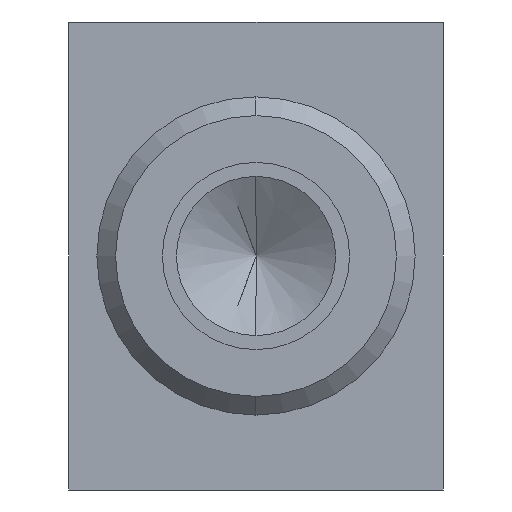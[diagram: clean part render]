
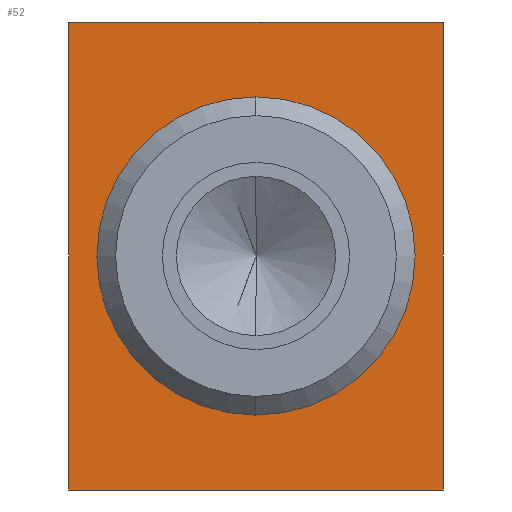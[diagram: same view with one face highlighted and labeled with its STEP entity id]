
A CAD part, left-side view. The second image highlights one B-rep face of the part: STEP entity #52.
In plain terms, the highlighted planar face has unit normal (-1, 0, 0).
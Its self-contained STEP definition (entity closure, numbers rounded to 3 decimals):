
#11 = VERTEX_POINT ( 'NONE', #425 ) ;
#13 = EDGE_CURVE ( 'NONE', #11, #15, #297, .T. ) ;
#15 = VERTEX_POINT ( 'NONE', #423 ) ;
#50 = ORIENTED_EDGE ( 'NONE', *, *, #56, .T. ) ;
#51 = ORIENTED_EDGE ( 'NONE', *, *, #55, .T. ) ;
#52 = ADVANCED_FACE ( 'NONE', ( #356, #458 ), #369, .F. ) ;
#53 = VERTEX_POINT ( 'NONE', #454 ) ;
#54 = EDGE_LOOP ( 'NONE', ( #57, #51 ) ) ;
#55 = EDGE_CURVE ( 'NONE', #15, #11, #448, .T. ) ;
#56 = EDGE_CURVE ( 'NONE', #77, #53, #442, .T. ) ;
#57 = ORIENTED_EDGE ( 'NONE', *, *, #13, .T. ) ;
#61 = EDGE_LOOP ( 'NONE', ( #50, #76, #293, #215 ) ) ;
#73 = VERTEX_POINT ( 'NONE', #501 ) ;
#74 = EDGE_CURVE ( 'NONE', #73, #259, #506, .T. ) ;
#76 = ORIENTED_EDGE ( 'NONE', *, *, #129, .F. ) ;
#77 = VERTEX_POINT ( 'NONE', #491 ) ;
#129 = EDGE_CURVE ( 'NONE', #259, #53, #568, .T. ) ;
#215 = ORIENTED_EDGE ( 'NONE', *, *, #216, .T. ) ;
#216 = EDGE_CURVE ( 'NONE', #73, #77, #619, .T. ) ;
#259 = VERTEX_POINT ( 'NONE', #606 ) ;
#293 = ORIENTED_EDGE ( 'NONE', *, *, #74, .F. ) ;
#297 = CIRCLE ( 'NONE', #426, 8.5 ) ;
#355 = AXIS2_PLACEMENT_3D ( 'NONE', #447, #446, #445 ) ;
#356 = FACE_BOUND ( 'NONE', #54, .T. ) ;
#361 = CARTESIAN_POINT ( 'NONE',  ( -17., 10., -12.5 ) ) ;
#369 = PLANE ( 'NONE',  #457 ) ;
#420 = DIRECTION ( 'NONE',  ( 0., 0., -1. ) ) ;
#421 = DIRECTION ( 'NONE',  ( 1., 0., 0. ) ) ;
#422 = CARTESIAN_POINT ( 'NONE',  ( -17., 0., 0. ) ) ;
#423 = CARTESIAN_POINT ( 'NONE',  ( -17., 0., 8.5 ) ) ;
#425 = CARTESIAN_POINT ( 'NONE',  ( -17., 0., -8.5 ) ) ;
#426 = AXIS2_PLACEMENT_3D ( 'NONE', #422, #421, #420 ) ;
#439 = DIRECTION ( 'NONE',  ( 0., 0., 1. ) ) ;
#440 = VECTOR ( 'NONE', #439, 1000. ) ;
#441 = CARTESIAN_POINT ( 'NONE',  ( -17., -10., -12.5 ) ) ;
#442 = LINE ( 'NONE', #441, #440 ) ;
#445 = DIRECTION ( 'NONE',  ( 0., 0., -1. ) ) ;
#446 = DIRECTION ( 'NONE',  ( 1., 0., 0. ) ) ;
#447 = CARTESIAN_POINT ( 'NONE',  ( -17., 0., 0. ) ) ;
#448 = CIRCLE ( 'NONE', #355, 8.5 ) ;
#451 = DIRECTION ( 'NONE',  ( 0., 0., -1. ) ) ;
#452 = DIRECTION ( 'NONE',  ( 1., 0., 0. ) ) ;
#454 = CARTESIAN_POINT ( 'NONE',  ( -17., -10., 12.5 ) ) ;
#457 = AXIS2_PLACEMENT_3D ( 'NONE', #361, #452, #451 ) ;
#458 = FACE_OUTER_BOUND ( 'NONE', #61, .T. ) ;
#491 = CARTESIAN_POINT ( 'NONE',  ( -17., -10., -12.5 ) ) ;
#492 = DIRECTION ( 'NONE',  ( 0., 0., 1. ) ) ;
#493 = VECTOR ( 'NONE', #492, 1000. ) ;
#494 = CARTESIAN_POINT ( 'NONE',  ( -17., 10., -12.5 ) ) ;
#501 = CARTESIAN_POINT ( 'NONE',  ( -17., 10., -12.5 ) ) ;
#506 = LINE ( 'NONE', #494, #493 ) ;
#559 = DIRECTION ( 'NONE',  ( 0., -1., 0. ) ) ;
#560 = VECTOR ( 'NONE', #559, 1000. ) ;
#565 = DIRECTION ( 'NONE',  ( 0., -1., 0. ) ) ;
#566 = VECTOR ( 'NONE', #565, 1000. ) ;
#567 = CARTESIAN_POINT ( 'NONE',  ( -17., 10., 12.5 ) ) ;
#568 = LINE ( 'NONE', #567, #566 ) ;
#606 = CARTESIAN_POINT ( 'NONE',  ( -17., 10., 12.5 ) ) ;
#618 = CARTESIAN_POINT ( 'NONE',  ( -17., 10., -12.5 ) ) ;
#619 = LINE ( 'NONE', #618, #560 ) ;
